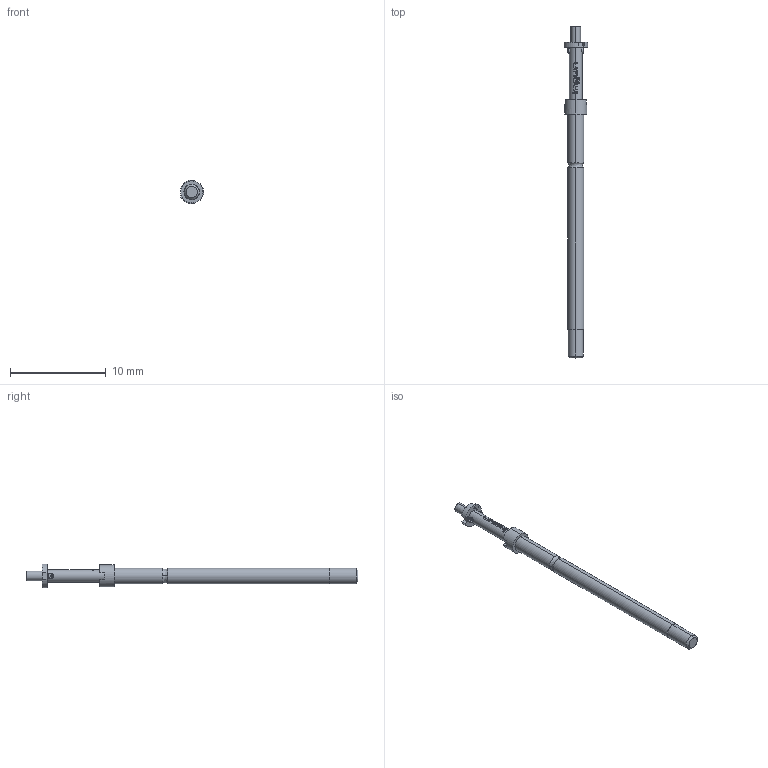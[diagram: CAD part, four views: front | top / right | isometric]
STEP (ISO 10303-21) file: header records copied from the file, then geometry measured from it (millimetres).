
FILE_DESCRIPTION (( 'STEP AP203' ), '1' );
FILE_NAME ('INGUN_T-912_302_100_170_250_X_xx02_M_0.STEP', '2018-07-20T06:42:57', ( '' ), ( '' ), 'SwSTEP 2.0', 'SolidWorks 2018', '' );
FILE_SCHEMA (( 'CONFIG_CONTROL_DESIGN' ));
Length unit declared in the file: millimetre
Products named in the file (2): INGUN_T-912_302_100_170_250_X_xx02_M_0
Bounding box: 2.45 x 34.7 x 2.5 mm (x, y, z)
Volume: 70.6 mm3; surface area: 193.5 mm2
Topology: 1 solids, 1 shells, 137 faces, 378 edges, 251 vertices
Faces by surface type: plane 70, cylinder 35, bspline 24, cone 8
Entity records: 4860 total; most frequent: CARTESIAN_POINT 1356, ORIENTED_EDGE 756, DIRECTION 631, EDGE_CURVE 378, VERTEX_POINT 251, AXIS2_PLACEMENT_3D 238, VECTOR 155, LINE 155
